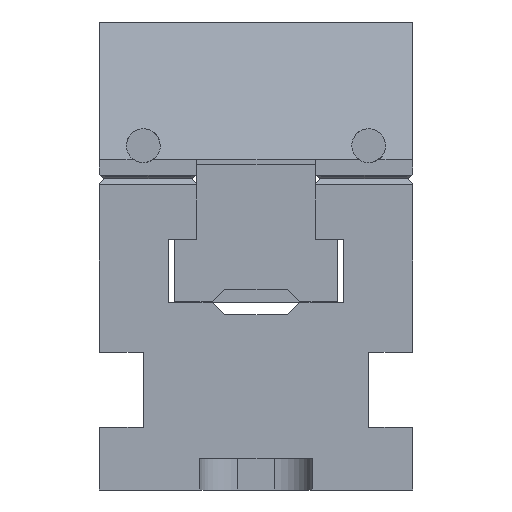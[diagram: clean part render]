
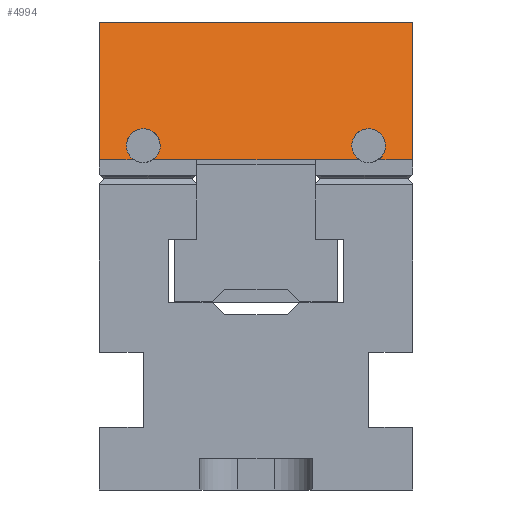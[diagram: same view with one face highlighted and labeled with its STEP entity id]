
A CAD part, front view. The second image highlights one B-rep face of the part: STEP entity #4994.
In plain terms, the highlighted face is planar.
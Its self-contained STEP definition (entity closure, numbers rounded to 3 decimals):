
#4994 = ADVANCED_FACE( '', ( #10230 ), #10231, .T. );
#10230 = FACE_OUTER_BOUND( '', #15678, .T. );
#10231 = PLANE( '', #15679 );
#15678 = EDGE_LOOP( '', ( #30760, #30761, #30762, #30763, #30764, #30765, #30766, #30767, #30768, #30769, #30770, #30771 ) );
#15679 = AXIS2_PLACEMENT_3D( '', #30772, #30773, #30774 );
#30760 = ORIENTED_EDGE( '', *, *, #34616, .F. );
#30761 = ORIENTED_EDGE( '', *, *, #38016, .T. );
#30762 = ORIENTED_EDGE( '', *, *, #39871, .F. );
#30763 = ORIENTED_EDGE( '', *, *, #38014, .T. );
#30764 = ORIENTED_EDGE( '', *, *, #38614, .F. );
#30765 = ORIENTED_EDGE( '', *, *, #37454, .F. );
#30766 = ORIENTED_EDGE( '', *, *, #34783, .T. );
#30767 = ORIENTED_EDGE( '', *, *, #39878, .T. );
#30768 = ORIENTED_EDGE( '', *, *, #39879, .F. );
#30769 = ORIENTED_EDGE( '', *, *, #39880, .T. );
#30770 = ORIENTED_EDGE( '', *, *, #38580, .F. );
#30771 = ORIENTED_EDGE( '', *, *, #35613, .F. );
#30772 = CARTESIAN_POINT( '', ( 25., 11.85, 12.5 ) );
#30773 = DIRECTION( '', ( 0., 0.966, 0.259 ) );
#30774 = DIRECTION( '', ( 0., -0.259, 0.966 ) );
#34616 = EDGE_CURVE( '', #42340, #42342, #42343, .T. );
#34783 = EDGE_CURVE( '', #42625, #42623, #42626, .T. );
#35613 = EDGE_CURVE( '', #42342, #44019, #44020, .T. );
#37454 = EDGE_CURVE( '', #42625, #46879, #46880, .T. );
#38014 = EDGE_CURVE( '', #47657, #47655, #47658, .T. );
#38016 = EDGE_CURVE( '', #42340, #47659, #47661, .T. );
#38580 = EDGE_CURVE( '', #44019, #48402, #48404, .T. );
#38614 = EDGE_CURVE( '', #46879, #47655, #48450, .T. );
#39871 = EDGE_CURVE( '', #47657, #47659, #49988, .T. );
#39878 = EDGE_CURVE( '', #42623, #49995, #49996, .T. );
#39879 = EDGE_CURVE( '', #49997, #49995, #49998, .T. );
#39880 = EDGE_CURVE( '', #49997, #48402, #49999, .T. );
#42340 = VERTEX_POINT( '', #53457 );
#42342 = VERTEX_POINT( '', #53460 );
#42343 = LINE( '', #53461, #53462 );
#42623 = VERTEX_POINT( '', #53862 );
#42625 = VERTEX_POINT( '', #53865 );
#42626 = LINE( '', #53866, #53867 );
#44019 = VERTEX_POINT( '', #55921 );
#44020 = LINE( '', #55922, #55923 );
#46879 = VERTEX_POINT( '', #60266 );
#46880 = LINE( '', #60267, #60268 );
#47655 = VERTEX_POINT( '', #61410 );
#47657 = VERTEX_POINT( '', #61413 );
#47658 = LINE( '', #61414, #61415 );
#47659 = VERTEX_POINT( '', #61416 );
#47661 = LINE( '', #61418, #61419 );
#48402 = VERTEX_POINT( '', #62560 );
#48404 = LINE( '', #62563, #62564 );
#48450 = LINE( '', #62632, #62633 );
#49988 = ELLIPSE( '', #64956, 2.795, 2.7 );
#49995 = VERTEX_POINT( '', #64964 );
#49996 = LINE( '', #64965, #64966 );
#49997 = VERTEX_POINT( '', #64967 );
#49998 = ELLIPSE( '', #64968, 2.795, 2.7 );
#49999 = LINE( '', #64969, #64970 );
#53457 = CARTESIAN_POINT( '', ( -9.5, 17.75, -9.519 ) );
#53460 = CARTESIAN_POINT( '', ( -9.5, 17.745, -9.5 ) );
#53461 = CARTESIAN_POINT( '', ( -9.5, 11.85, 12.5 ) );
#53462 = VECTOR( '', #66569, 1000. );
#53862 = CARTESIAN_POINT( '', ( 25., 17.75, -9.519 ) );
#53865 = CARTESIAN_POINT( '', ( 25., 11.85, 12.5 ) );
#53866 = CARTESIAN_POINT( '', ( 25., 11.85, 12.5 ) );
#53867 = VECTOR( '', #66715, 1000. );
#55921 = CARTESIAN_POINT( '', ( 9.5, 17.745, -9.5 ) );
#55922 = CARTESIAN_POINT( '', ( 25., 17.745, -9.5 ) );
#55923 = VECTOR( '', #67455, 1000. );
#60266 = CARTESIAN_POINT( '', ( -25., 11.85, 12.5 ) );
#60267 = CARTESIAN_POINT( '', ( 25., 11.85, 12.5 ) );
#60268 = VECTOR( '', #69058, 1000. );
#61410 = CARTESIAN_POINT( '', ( -25., 17.75, -9.519 ) );
#61413 = CARTESIAN_POINT( '', ( -19.463, 17.75, -9.519 ) );
#61414 = CARTESIAN_POINT( '', ( 25., 17.75, -9.519 ) );
#61415 = VECTOR( '', #69478, 1000. );
#61416 = CARTESIAN_POINT( '', ( -16.537, 17.75, -9.519 ) );
#61418 = CARTESIAN_POINT( '', ( 25., 17.75, -9.519 ) );
#61419 = VECTOR( '', #69482, 1000. );
#62560 = CARTESIAN_POINT( '', ( 9.5, 17.75, -9.519 ) );
#62563 = CARTESIAN_POINT( '', ( 9.5, 11.85, 12.5 ) );
#62564 = VECTOR( '', #69905, 1000. );
#62632 = CARTESIAN_POINT( '', ( -25., 11.85, 12.5 ) );
#62633 = VECTOR( '', #69928, 1000. );
#64956 = AXIS2_PLACEMENT_3D( '', #70762, #70763, #70764 );
#64964 = CARTESIAN_POINT( '', ( 19.463, 17.75, -9.519 ) );
#64965 = CARTESIAN_POINT( '', ( 25., 17.75, -9.519 ) );
#64966 = VECTOR( '', #70766, 1000. );
#64967 = CARTESIAN_POINT( '', ( 16.537, 17.75, -9.519 ) );
#64968 = AXIS2_PLACEMENT_3D( '', #70767, #70768, #70769 );
#64969 = CARTESIAN_POINT( '', ( 25., 17.75, -9.519 ) );
#64970 = VECTOR( '', #70770, 1000. );
#66569 = DIRECTION( '', ( 0., -0.259, 0.966 ) );
#66715 = DIRECTION( '', ( 0., 0.259, -0.966 ) );
#67455 = DIRECTION( '', ( 1., 0., 0. ) );
#69058 = DIRECTION( '', ( -1., 0., 0. ) );
#69478 = DIRECTION( '', ( -1., 0., 0. ) );
#69482 = DIRECTION( '', ( -1., 0., 0. ) );
#69905 = DIRECTION( '', ( 0., 0.259, -0.966 ) );
#69928 = DIRECTION( '', ( 0., 0.259, -0.966 ) );
#70762 = CARTESIAN_POINT( '', ( -18., 17.142, -7.25 ) );
#70763 = DIRECTION( '', ( 0., 0.966, 0.259 ) );
#70764 = DIRECTION( '', ( 0., 0.259, -0.966 ) );
#70766 = DIRECTION( '', ( -1., 0., 0. ) );
#70767 = CARTESIAN_POINT( '', ( 18., 17.142, -7.25 ) );
#70768 = DIRECTION( '', ( 0., 0.966, 0.259 ) );
#70769 = DIRECTION( '', ( 0., 0.259, -0.966 ) );
#70770 = DIRECTION( '', ( -1., 0., 0. ) );
